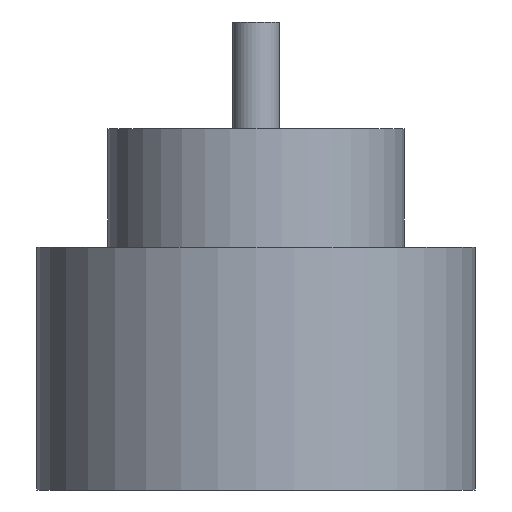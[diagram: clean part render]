
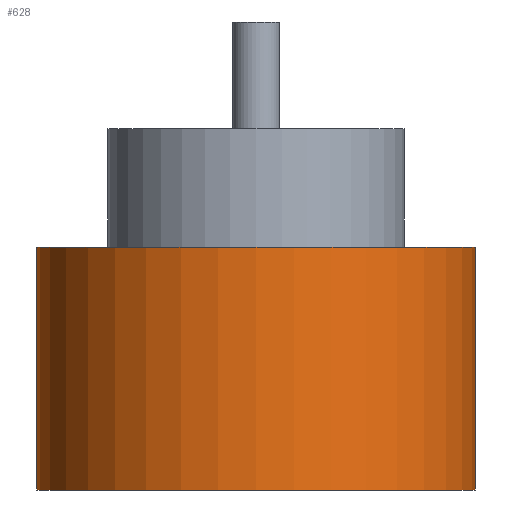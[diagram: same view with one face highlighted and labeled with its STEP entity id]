
A CAD part, front view. The second image highlights one B-rep face of the part: STEP entity #628.
In plain terms, the highlighted cylindrical face has radius 1.85 mm (diameter 3.7 mm), a partial arc.
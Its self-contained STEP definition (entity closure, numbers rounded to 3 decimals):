
#3 = EDGE_CURVE ( 'NONE', #346, #172, #5, .T. ) ;
#5 = CIRCLE ( 'NONE', #150, 1.85 ) ;
#8 = ORIENTED_EDGE ( 'NONE', *, *, #76, .F. ) ;
#20 = CARTESIAN_POINT ( 'NONE',  ( 0., 0., -0.5 ) ) ;
#58 = EDGE_CURVE ( 'NONE', #715, #183, #171, .T. ) ;
#62 = VECTOR ( 'NONE', #617, 1000. ) ;
#76 = EDGE_CURVE ( 'NONE', #172, #183, #316, .T. ) ;
#92 = CARTESIAN_POINT ( 'NONE',  ( -1.85, 0., -0.5 ) ) ;
#150 = AXIS2_PLACEMENT_3D ( 'NONE', #809, #683, #550 ) ;
#171 = CIRCLE ( 'NONE', #375, 1.85 ) ;
#172 = VERTEX_POINT ( 'NONE', #487 ) ;
#175 = LINE ( 'NONE', #448, #229 ) ;
#183 = VERTEX_POINT ( 'NONE', #691 ) ;
#200 = DIRECTION ( 'NONE',  ( -1., 0., 0. ) ) ;
#215 = ORIENTED_EDGE ( 'NONE', *, *, #516, .T. ) ;
#229 = VECTOR ( 'NONE', #651, 1000. ) ;
#267 = ORIENTED_EDGE ( 'NONE', *, *, #3, .F. ) ;
#316 = LINE ( 'NONE', #672, #62 ) ;
#346 = VERTEX_POINT ( 'NONE', #755 ) ;
#375 = AXIS2_PLACEMENT_3D ( 'NONE', #20, #539, #546 ) ;
#417 = CYLINDRICAL_SURFACE ( 'NONE', #591, 1.85 ) ;
#448 = CARTESIAN_POINT ( 'NONE',  ( -1.85, 0., 2.55 ) ) ;
#462 = DIRECTION ( 'NONE',  ( 0., 0., -1. ) ) ;
#487 = CARTESIAN_POINT ( 'NONE',  ( 1.85, 0., 1.55 ) ) ;
#516 = EDGE_CURVE ( 'NONE', #346, #715, #175, .T. ) ;
#539 = DIRECTION ( 'NONE',  ( 0., 0., 1. ) ) ;
#546 = DIRECTION ( 'NONE',  ( 1., 0., 0. ) ) ;
#550 = DIRECTION ( 'NONE',  ( 1., 0., 0. ) ) ;
#591 = AXIS2_PLACEMENT_3D ( 'NONE', #791, #462, #200 ) ;
#605 = EDGE_LOOP ( 'NONE', ( #8, #267, #215, #663 ) ) ;
#617 = DIRECTION ( 'NONE',  ( 0., 0., -1. ) ) ;
#628 = ADVANCED_FACE ( 'NONE', ( #704 ), #417, .T. ) ;
#651 = DIRECTION ( 'NONE',  ( 0., 0., -1. ) ) ;
#663 = ORIENTED_EDGE ( 'NONE', *, *, #58, .T. ) ;
#672 = CARTESIAN_POINT ( 'NONE',  ( 1.85, 0., 2.55 ) ) ;
#683 = DIRECTION ( 'NONE',  ( 0., 0., 1. ) ) ;
#691 = CARTESIAN_POINT ( 'NONE',  ( 1.85, 0., -0.5 ) ) ;
#704 = FACE_OUTER_BOUND ( 'NONE', #605, .T. ) ;
#715 = VERTEX_POINT ( 'NONE', #92 ) ;
#755 = CARTESIAN_POINT ( 'NONE',  ( -1.85, 0., 1.55 ) ) ;
#791 = CARTESIAN_POINT ( 'NONE',  ( 0., 0., 2.55 ) ) ;
#809 = CARTESIAN_POINT ( 'NONE',  ( 0., 0., 1.55 ) ) ;
